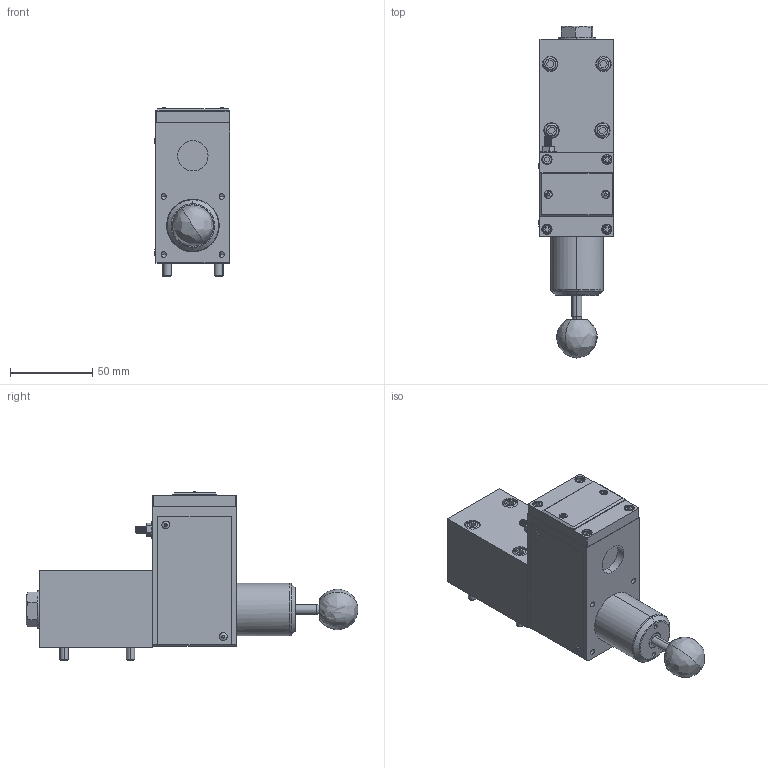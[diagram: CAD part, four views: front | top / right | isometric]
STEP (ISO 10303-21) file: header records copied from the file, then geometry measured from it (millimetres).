
FILE_DESCRIPTION (( 'STEP AP214' ), '1' );
FILE_NAME ('4ED6-800900-bob-A.STEP', '2016-01-20T07:59:50', ( '' ), ( '' ), 'SwSTEP 2.0', 'SolidWorks 2012', '' );
FILE_SCHEMA (( 'AUTOMOTIVE_DESIGN' ));
Length unit declared in the file: millimetre
Products named in the file (1): 4ED6-800900-bob-A
Bounding box: 46.1 x 202.28 x 102.85 mm (x, y, z)
Volume: 393597.7 mm3; surface area: 82109.4 mm2
Topology: 20 solids, 40 shells, 803 faces, 1847 edges, 1143 vertices
Faces by surface type: cylinder 263, plane 235, cone 225, bspline 80
Entity records: 36371 total; most frequent: CARTESIAN_POINT 9678, DIRECTION 3695, ORIENTED_EDGE 3592, EDGE_CURVE 1796, AXIS2_PLACEMENT_3D 1482, VERTEX_POINT 1143, EDGE_LOOP 911, UNCERTAINTY_MEASURE_WITH_UNIT 825
